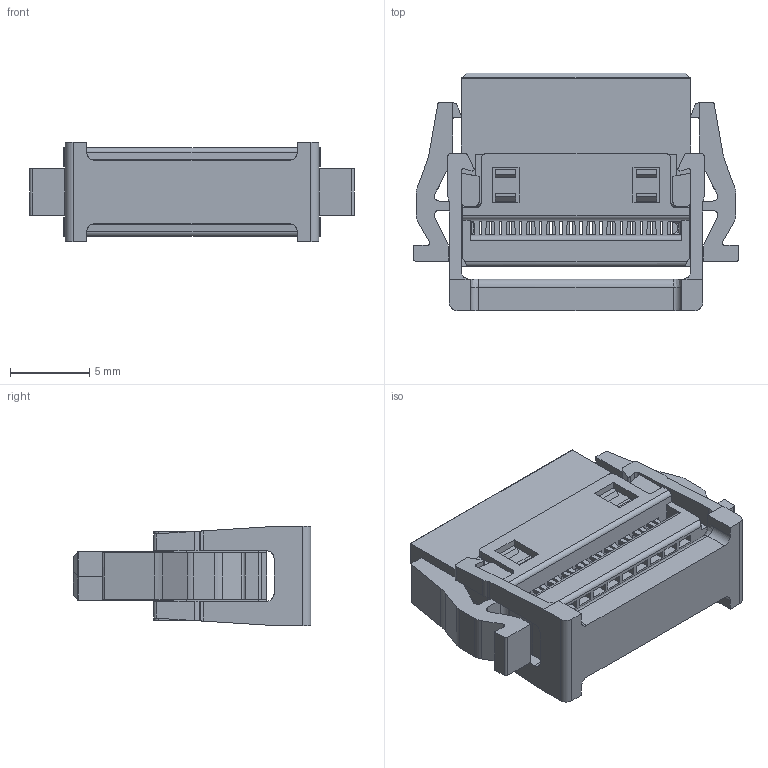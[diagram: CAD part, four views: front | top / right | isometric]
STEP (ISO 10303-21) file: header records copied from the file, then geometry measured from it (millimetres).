
FILE_DESCRIPTION(('CATIA V5 STEP Exchange','CAx-IF Rec.Pracs.--- Model Styling and Organization---1.4--- 2014-01-23'),'2;1');
FILE_NAME ('D1463935_0', '2020-10-01T11:41:50+00:00', ('none'), ('Weidmueller'), 'CATIA Version 5-6 Release 2016 SP3 HF44', 'CATIA V5 STEP AP214', 'none');
FILE_SCHEMA(('AUTOMOTIVE_DESIGN { 1 0 10303 214 1 1 1 1 }'));
Length unit declared in the file: millimetre
Products named in the file (1): 2747540000
Bounding box: 20.48 x 15 x 6.3 mm (x, y, z)
Volume: 878.1 mm3; surface area: 1989.9 mm2
Topology: 2 solids, 2 shells, 1310 faces, 3630 edges, 2416 vertices
Faces by surface type: plane 998, cylinder 296, cone 12, bspline 4
Entity records: 43251 total; most frequent: CARTESIAN_POINT 9783, ORIENTED_EDGE 7260, DIRECTION 5726, EDGE_CURVE 3630, VECTOR 2972, LINE 2972, VERTEX_POINT 2416, AXIS2_PLACEMENT_3D 1524
